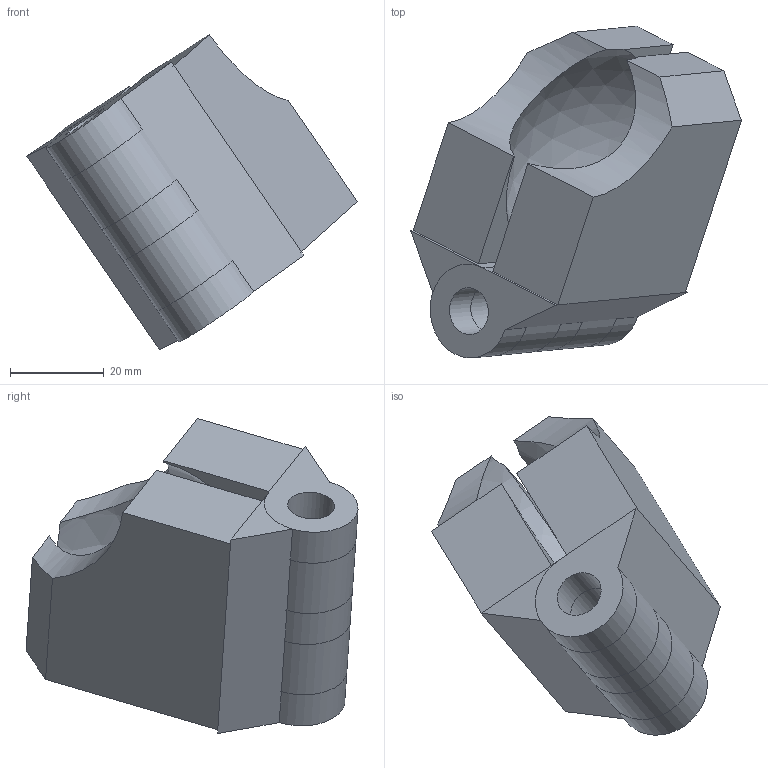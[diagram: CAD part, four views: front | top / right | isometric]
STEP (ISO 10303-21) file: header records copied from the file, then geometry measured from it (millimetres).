
FILE_DESCRIPTION( ('This file contains a STEP AP42 implementation' ,'as created by ZW3D STEP Interface translator.' ,'') ,'2;1' );
FILE_NAME( '啋匼_8_8.stp' ,'251027.114752', (''), ('ZWCAD Software Co.'), 'Version 1.0', 'ZW3D to STEP translator', '' );
FILE_SCHEMA(('AUTOMOTIVE_DESIGN { 1 0 10303 214 1 1 1 1 }'));
Length unit declared in the file: millimetre
Products named in the file (4): 0; ﾔｪﾋﾘ_8_8; 標撿衵.ipt; 標撿酘.ipt
Assembly tree (2 placements, depth 2):
  0
  ﾔｪﾋﾘ_8_8
    標撿衵.ipt
    標撿酘.ipt
Bounding box: 70.38 x 70.64 x 67.05 mm (x, y, z)
Volume: 65373.6 mm3; surface area: 21215.2 mm2
Topology: 2 solids, 2 shells, 47 faces, 119 edges, 76 vertices
Faces by surface type: plane 28, cylinder 17, sphere 2
Full cylindrical faces by diameter (mm): 10 x5
Entity records: 1617 total; most frequent: CARTESIAN_POINT 291, DIRECTION 275, ORIENTED_EDGE 238, EDGE_CURVE 119, AXIS2_PLACEMENT_3D 104, VERTEX_POINT 76, VECTOR 67, LINE 67
